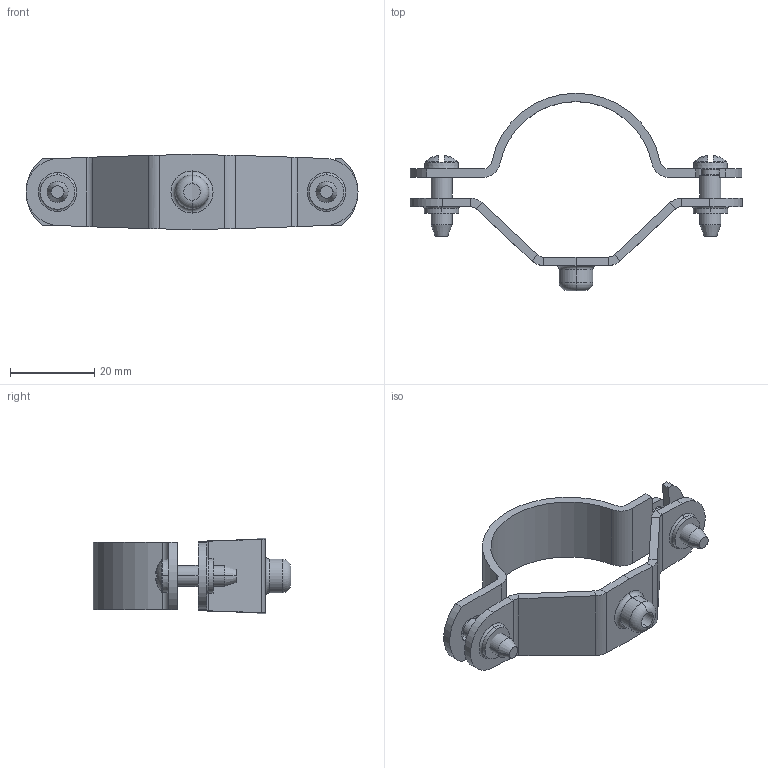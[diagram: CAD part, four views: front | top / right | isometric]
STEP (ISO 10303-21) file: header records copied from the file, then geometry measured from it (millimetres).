
FILE_DESCRIPTION (( 'STEP AP214' ), '1' );
FILE_NAME ('1383310.stp', '2017-12-01T08:35:13', ( '' ), ( '' ), 'SwSTEP 2.0', 'SolidWorks 2016', '' );
FILE_SCHEMA (( 'AUTOMOTIVE_DESIGN' ));
Length unit declared in the file: millimetre
Products named in the file (4): 1383310; BW001_M5 x 16; EM632-01-01_Standard; EM460-29-01_Standard
Assembly tree (4 placements, depth 2):
  1383310
    EM460-29-01_Standard
    EM632-01-01_Standard
    BW001_M5 x 16  x2
Bounding box: 79 x 47 x 18 mm (x, y, z)
Volume: 6720.4 mm3; surface area: 7750.8 mm2
Topology: 4 solids, 4 shells, 200 faces, 472 edges, 282 vertices
Faces by surface type: plane 101, cylinder 41, torus 26, cone 20, bspline 8, sphere 4
Entity records: 4472 total; most frequent: CARTESIAN_POINT 1021, DIRECTION 732, ORIENTED_EDGE 672, EDGE_CURVE 336, AXIS2_PLACEMENT_3D 288, VERTEX_POINT 201, EDGE_LOOP 157, VECTOR 156
